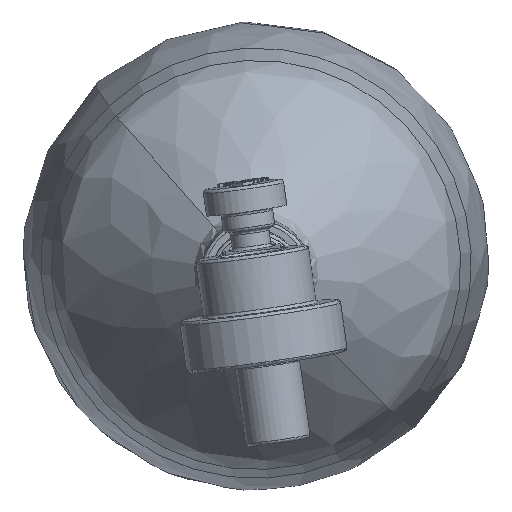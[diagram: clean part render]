
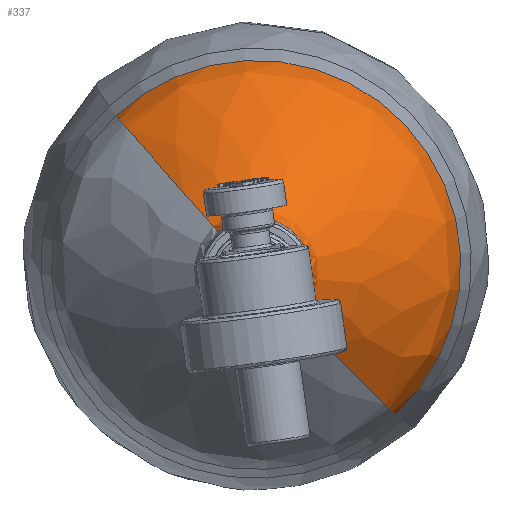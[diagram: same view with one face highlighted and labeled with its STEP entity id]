
A CAD part, left-side view. The second image highlights one B-rep face of the part: STEP entity #337.
In plain terms, the highlighted face is a revolution surface.
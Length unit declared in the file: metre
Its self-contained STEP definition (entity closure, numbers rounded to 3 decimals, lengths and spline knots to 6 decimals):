
#337 = ADVANCED_FACE( 'Fillet2', ( #980 ), #981, .F. );
#980 = FACE_OUTER_BOUND( '', #2004, .T. );
#981 = SURFACE_OF_REVOLUTION( '', #2005, #2006 );
#2004 = EDGE_LOOP( '', ( #3393, #3394, #3395, #3396 ) );
#2005 = ( BOUNDED_CURVE(  )B_SPLINE_CURVE( 3, ( #3399, #3400, #3401, #3402, #3403, #3404, #3405, #3406 ), .UNSPECIFIED., .F., .F. )B_SPLINE_CURVE_WITH_KNOTS( ( 4, 1, 1, 1, 1, 4 ), ( 0.099998, 14.984986, 24.87879, 74.24449, 84.472636, 97.817047 ), .UNSPECIFIED. )CURVE(  )GEOMETRIC_REPRESENTATION_ITEM(  )RATIONAL_B_SPLINE_CURVE( ( 0.5, 0.5, 0.5, 0.5, 0.5, 0.5, 0.5, 0.5 ) )REPRESENTATION_ITEM( '' ) );
#2006 = AXIS1_PLACEMENT( '', #3412, #3413 );
#3393 = ORIENTED_EDGE( '', *, *, #7538, .F. );
#3394 = ORIENTED_EDGE( '', *, *, #7539, .T. );
#3395 = ORIENTED_EDGE( '', *, *, #7540, .T. );
#3396 = ORIENTED_EDGE( '', *, *, #7541, .F. );
#3399 = CARTESIAN_POINT( '', ( -0.187328, -0.099413, -0.278802 ) );
#3400 = CARTESIAN_POINT( '', ( -0.191049, -0.09884, -0.279489 ) );
#3401 = CARTESIAN_POINT( '', ( -0.197128, -0.097607, -0.280889 ) );
#3402 = CARTESIAN_POINT( '', ( -0.210502, -0.088081, -0.290336 ) );
#3403 = CARTESIAN_POINT( '', ( -0.223243, -0.079655, -0.298731 ) );
#3404 = CARTESIAN_POINT( '', ( -0.234894, -0.069555, -0.308645 ) );
#3405 = CARTESIAN_POINT( '', ( -0.238279, -0.065944, -0.312157 ) );
#3406 = CARTESIAN_POINT( '', ( -0.24208, -0.065593, -0.312641 ) );
#3412 = CARTESIAN_POINT( '', ( -0.215243, -0.053225, -0.323107 ) );
#3413 = DIRECTION( '', ( 0.999, 0., 0.041 ) );
#7538 = EDGE_CURVE( '', #8589, #8590, #8591, .T. );
#7539 = EDGE_CURVE( '', #8589, #8592, #8593, .T. );
#7540 = EDGE_CURVE( '', #8592, #8594, #8595, .T. );
#7541 = EDGE_CURVE( '', #8590, #8594, #8596, .T. );
#8589 = VERTEX_POINT( '', #10143 );
#8590 = VERTEX_POINT( '', #10144 );
#8591 = B_SPLINE_CURVE_WITH_KNOTS( '', 3, ( #10145, #10146, #10147, #10148, #10149, #10150, #10151, #10152 ), .UNSPECIFIED., .F., .F., ( 4, 1, 1, 1, 1, 4 ), ( 0.099998, 14.984986, 24.87879, 74.24449, 84.472636, 97.817047 ), .UNSPECIFIED. );
#8592 = VERTEX_POINT( '', #10153 );
#8593 = CIRCLE( '', #10154, 0.063196 );
#8594 = VERTEX_POINT( '', #10155 );
#8595 = B_SPLINE_CURVE_WITH_KNOTS( '', 3, ( #10156, #10157, #10158, #10159, #10160, #10161, #10162, #10163 ), .UNSPECIFIED., .F., .F., ( 4, 1, 1, 1, 1, 4 ), ( 0.099998, 14.984986, 24.87879, 74.24449, 84.472636, 97.817047 ), .UNSPECIFIED. );
#8596 = CIRCLE( '', #10164, 0.016922 );
#10143 = CARTESIAN_POINT( '', ( -0.183694, -0.096358, -0.368049 ) );
#10144 = CARTESIAN_POINT( '', ( -0.241107, -0.064775, -0.336538 ) );
#10145 = CARTESIAN_POINT( '', ( -0.183694, -0.096358, -0.368049 ) );
#10146 = CARTESIAN_POINT( '', ( -0.187461, -0.095823, -0.367629 ) );
#10147 = CARTESIAN_POINT( '', ( -0.193637, -0.094671, -0.366646 ) );
#10148 = CARTESIAN_POINT( '', ( -0.20776, -0.085776, -0.357688 ) );
#10149 = CARTESIAN_POINT( '', ( -0.221164, -0.077907, -0.3498 ) );
#10150 = CARTESIAN_POINT( '', ( -0.23361, -0.068475, -0.340199 ) );
#10151 = CARTESIAN_POINT( '', ( -0.237278, -0.065103, -0.336734 ) );
#10152 = CARTESIAN_POINT( '', ( -0.241107, -0.064775, -0.336538 ) );
#10153 = CARTESIAN_POINT( '', ( -0.187452, -0.010092, -0.27575 ) );
#10154 = AXIS2_PLACEMENT_3D( '', #15091, #15092, #15093 );
#10155 = CARTESIAN_POINT( '', ( -0.242113, -0.041675, -0.311823 ) );
#10156 = CARTESIAN_POINT( '', ( -0.187452, -0.010092, -0.27575 ) );
#10157 = CARTESIAN_POINT( '', ( -0.191172, -0.010627, -0.276475 ) );
#10158 = CARTESIAN_POINT( '', ( -0.197247, -0.011778, -0.277956 ) );
#10159 = CARTESIAN_POINT( '', ( -0.210595, -0.020674, -0.288033 ) );
#10160 = CARTESIAN_POINT( '', ( -0.223314, -0.028543, -0.296984 ) );
#10161 = CARTESIAN_POINT( '', ( -0.234938, -0.037975, -0.307566 ) );
#10162 = CARTESIAN_POINT( '', ( -0.238313, -0.041347, -0.311317 ) );
#10163 = CARTESIAN_POINT( '', ( -0.242113, -0.041675, -0.311823 ) );
#10164 = AXIS2_PLACEMENT_3D( '', #15094, #15095, #15096 );
#15091 = CARTESIAN_POINT( '', ( -0.185573, -0.053225, -0.321899 ) );
#15092 = DIRECTION( '', ( -0.999, 0., -0.041 ) );
#15093 = DIRECTION( '', ( -0.028, -0.731, 0.682 ) );
#15094 = CARTESIAN_POINT( '', ( -0.24161, -0.053225, -0.324181 ) );
#15095 = DIRECTION( '', ( -0.999, 0., -0.041 ) );
#15096 = DIRECTION( '', ( -0.028, -0.731, 0.682 ) );
